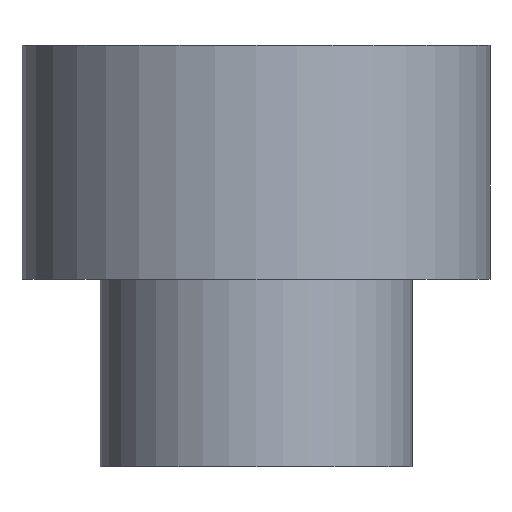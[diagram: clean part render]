
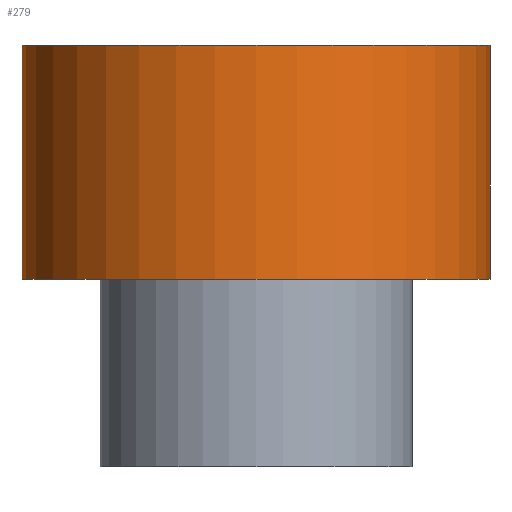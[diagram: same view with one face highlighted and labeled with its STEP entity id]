
A CAD part, front view. The second image highlights one B-rep face of the part: STEP entity #279.
In plain terms, the highlighted cylindrical face has radius 15 mm (diameter 30 mm), a partial arc.
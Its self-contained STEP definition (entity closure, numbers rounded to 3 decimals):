
#25 = EDGE_CURVE ( 'NONE', #261, #64, #192, .T. ) ;
#27 = EDGE_CURVE ( 'NONE', #71, #380, #163, .T. ) ;
#32 = DIRECTION ( 'NONE',  ( 1., 0., 0. ) ) ;
#35 = DIRECTION ( 'NONE',  ( 0., 0., 1. ) ) ;
#39 = EDGE_LOOP ( 'NONE', ( #43, #354, #142, #120 ) ) ;
#43 = ORIENTED_EDGE ( 'NONE', *, *, #27, .F. ) ;
#44 = CARTESIAN_POINT ( 'NONE',  ( 0., 0., 18. ) ) ;
#53 = CIRCLE ( 'NONE', #399, 15. ) ;
#64 = VERTEX_POINT ( 'NONE', #114 ) ;
#71 = VERTEX_POINT ( 'NONE', #78 ) ;
#73 = CYLINDRICAL_SURFACE ( 'NONE', #140, 15. ) ;
#78 = CARTESIAN_POINT ( 'NONE',  ( -15., 0., 0. ) ) ;
#92 = DIRECTION ( 'NONE',  ( 1., 0., 0. ) ) ;
#114 = CARTESIAN_POINT ( 'NONE',  ( 15., 0., 15. ) ) ;
#120 = ORIENTED_EDGE ( 'NONE', *, *, #241, .F. ) ;
#133 = CARTESIAN_POINT ( 'NONE',  ( 15., 0., 18. ) ) ;
#140 = AXIS2_PLACEMENT_3D ( 'NONE', #44, #211, #368 ) ;
#142 = ORIENTED_EDGE ( 'NONE', *, *, #25, .T. ) ;
#152 = VECTOR ( 'NONE', #204, 1000. ) ;
#163 = LINE ( 'NONE', #303, #152 ) ;
#187 = CARTESIAN_POINT ( 'NONE',  ( 0., 0., 15. ) ) ;
#192 = LINE ( 'NONE', #133, #329 ) ;
#204 = DIRECTION ( 'NONE',  ( 0., 0., 1. ) ) ;
#211 = DIRECTION ( 'NONE',  ( 0., 0., 1. ) ) ;
#224 = CARTESIAN_POINT ( 'NONE',  ( -15., 0., 15. ) ) ;
#225 = DIRECTION ( 'NONE',  ( 0., 0., 1. ) ) ;
#241 = EDGE_CURVE ( 'NONE', #380, #64, #363, .T. ) ;
#243 = EDGE_CURVE ( 'NONE', #71, #261, #53, .T. ) ;
#261 = VERTEX_POINT ( 'NONE', #371 ) ;
#279 = ADVANCED_FACE ( 'NONE', ( #291 ), #73, .T. ) ;
#291 = FACE_OUTER_BOUND ( 'NONE', #39, .T. ) ;
#303 = CARTESIAN_POINT ( 'NONE',  ( -15., 0., 18. ) ) ;
#312 = CARTESIAN_POINT ( 'NONE',  ( 0., 0., 0. ) ) ;
#316 = DIRECTION ( 'NONE',  ( 0., 0., 1. ) ) ;
#317 = AXIS2_PLACEMENT_3D ( 'NONE', #187, #316, #92 ) ;
#329 = VECTOR ( 'NONE', #35, 1000. ) ;
#354 = ORIENTED_EDGE ( 'NONE', *, *, #243, .T. ) ;
#363 = CIRCLE ( 'NONE', #317, 15. ) ;
#368 = DIRECTION ( 'NONE',  ( 1., 0., 0. ) ) ;
#371 = CARTESIAN_POINT ( 'NONE',  ( 15., 0., 0. ) ) ;
#380 = VERTEX_POINT ( 'NONE', #224 ) ;
#399 = AXIS2_PLACEMENT_3D ( 'NONE', #312, #225, #32 ) ;
